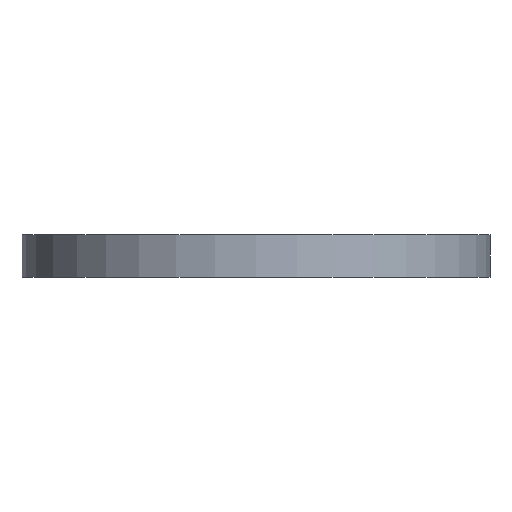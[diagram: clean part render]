
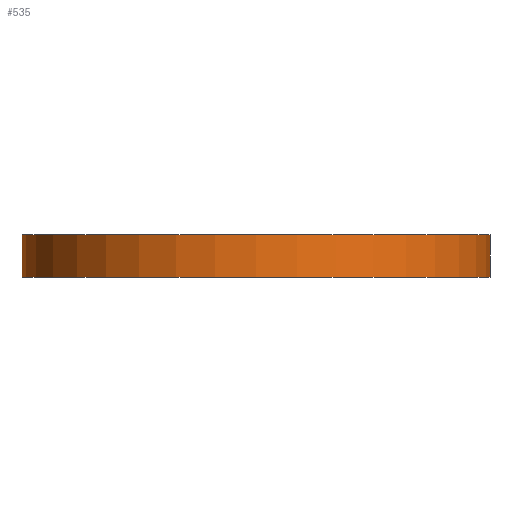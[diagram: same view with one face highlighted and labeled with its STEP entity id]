
A CAD part, front view. The second image highlights one B-rep face of the part: STEP entity #535.
In plain terms, the highlighted cylindrical face has radius 55 mm (diameter 110 mm), a partial arc.
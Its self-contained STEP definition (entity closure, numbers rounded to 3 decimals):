
#6 = ORIENTED_EDGE ( 'NONE', *, *, #252, .F. ) ;
#12 = CARTESIAN_POINT ( 'NONE',  ( 0., 0., -10. ) ) ;
#24 = AXIS2_PLACEMENT_3D ( 'NONE', #12, #502, #668 ) ;
#54 = ORIENTED_EDGE ( 'NONE', *, *, #56, .F. ) ;
#56 = EDGE_CURVE ( 'NONE', #492, #133, #360, .T. ) ;
#70 = CARTESIAN_POINT ( 'NONE',  ( -55., 0., -10. ) ) ;
#73 = AXIS2_PLACEMENT_3D ( 'NONE', #474, #368, #594 ) ;
#83 = VERTEX_POINT ( 'NONE', #194 ) ;
#93 = CARTESIAN_POINT ( 'NONE',  ( -55., 0., -10. ) ) ;
#97 = DIRECTION ( 'NONE',  ( 1., 0., 0. ) ) ;
#103 = VECTOR ( 'NONE', #366, 1000. ) ;
#104 = VERTEX_POINT ( 'NONE', #309 ) ;
#113 = DIRECTION ( 'NONE',  ( 0., 0., 1. ) ) ;
#133 = VERTEX_POINT ( 'NONE', #363 ) ;
#194 = CARTESIAN_POINT ( 'NONE',  ( 55., 0., 0. ) ) ;
#234 = LINE ( 'NONE', #510, #483 ) ;
#235 = CYLINDRICAL_SURFACE ( 'NONE', #680, 55. ) ;
#252 = EDGE_CURVE ( 'NONE', #133, #83, #479, .T. ) ;
#309 = CARTESIAN_POINT ( 'NONE',  ( 55., 0., -10. ) ) ;
#360 = LINE ( 'NONE', #93, #103 ) ;
#363 = CARTESIAN_POINT ( 'NONE',  ( -55., 0., 0. ) ) ;
#366 = DIRECTION ( 'NONE',  ( 0., 0., 1. ) ) ;
#368 = DIRECTION ( 'NONE',  ( 0., 0., 1. ) ) ;
#380 = ORIENTED_EDGE ( 'NONE', *, *, #431, .T. ) ;
#404 = EDGE_LOOP ( 'NONE', ( #54, #380, #554, #6 ) ) ;
#431 = EDGE_CURVE ( 'NONE', #492, #104, #608, .T. ) ;
#474 = CARTESIAN_POINT ( 'NONE',  ( 0., 0., 0. ) ) ;
#479 = CIRCLE ( 'NONE', #73, 55. ) ;
#483 = VECTOR ( 'NONE', #673, 1000. ) ;
#492 = VERTEX_POINT ( 'NONE', #70 ) ;
#502 = DIRECTION ( 'NONE',  ( 0., 0., 1. ) ) ;
#510 = CARTESIAN_POINT ( 'NONE',  ( 55., 0., -10. ) ) ;
#512 = EDGE_CURVE ( 'NONE', #104, #83, #234, .T. ) ;
#535 = ADVANCED_FACE ( 'NONE', ( #564 ), #235, .T. ) ;
#554 = ORIENTED_EDGE ( 'NONE', *, *, #512, .T. ) ;
#564 = FACE_OUTER_BOUND ( 'NONE', #404, .T. ) ;
#594 = DIRECTION ( 'NONE',  ( 1., 0., 0. ) ) ;
#605 = CARTESIAN_POINT ( 'NONE',  ( 0., 0., -10. ) ) ;
#608 = CIRCLE ( 'NONE', #24, 55. ) ;
#668 = DIRECTION ( 'NONE',  ( 1., 0., 0. ) ) ;
#673 = DIRECTION ( 'NONE',  ( 0., 0., 1. ) ) ;
#680 = AXIS2_PLACEMENT_3D ( 'NONE', #605, #113, #97 ) ;
